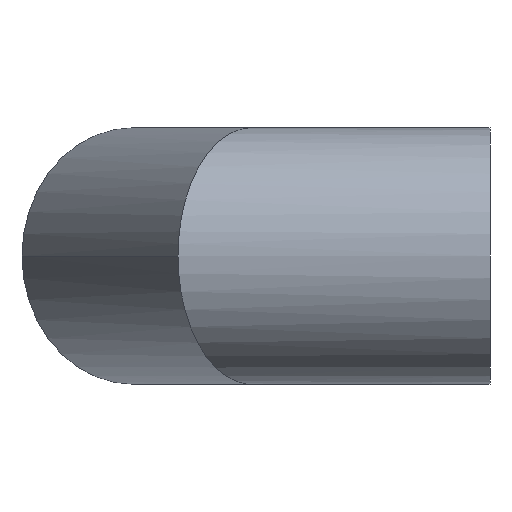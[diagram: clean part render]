
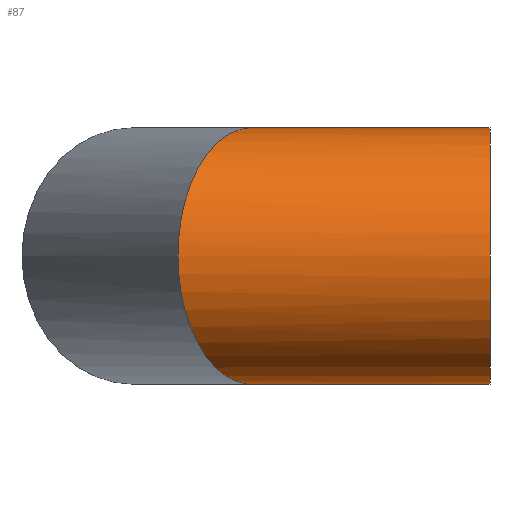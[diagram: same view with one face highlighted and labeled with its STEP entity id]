
A CAD part, left-side view. The second image highlights one B-rep face of the part: STEP entity #87.
In plain terms, the highlighted cylindrical face has radius 140 mm (diameter 280 mm), a partial arc.
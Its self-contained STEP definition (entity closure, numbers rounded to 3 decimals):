
#7 = VERTEX_POINT ( 'NONE', #194 ) ;
#9 = ORIENTED_EDGE ( 'NONE', *, *, #213, .T. ) ;
#14 = VERTEX_POINT ( 'NONE', #313 ) ;
#20 = CARTESIAN_POINT ( 'NONE',  ( 0., 0., -140. ) ) ;
#26 = CARTESIAN_POINT ( 'NONE',  ( -140., 340.829, 0. ) ) ;
#35 = EDGE_CURVE ( 'NONE', #47, #7, #96, .T. ) ;
#47 = VERTEX_POINT ( 'NONE', #102 ) ;
#67 = CYLINDRICAL_SURFACE ( 'NONE', #338, 140. ) ;
#79 = DIRECTION ( 'NONE',  ( 0., 1., 0. ) ) ;
#87 = ADVANCED_FACE ( 'NONE', ( #335 ), #67, .T. ) ;
#93 = AXIS2_PLACEMENT_3D ( 'NONE', #110, #386, #197 ) ;
#96 = LINE ( 'NONE', #278, #346 ) ;
#99 = VERTEX_POINT ( 'NONE', #20 ) ;
#102 = CARTESIAN_POINT ( 'NONE',  ( 0., 0., 140. ) ) ;
#104 =( BOUNDED_CURVE ( )  B_SPLINE_CURVE ( 3, ( #300, #147, #271, #269 ),
 .UNSPECIFIED., .F., .T. ) 
 B_SPLINE_CURVE_WITH_KNOTS ( ( 4, 4 ),
 ( 0., 1.571 ),
 .UNSPECIFIED. ) 
 CURVE ( )  GEOMETRIC_REPRESENTATION_ITEM ( )  RATIONAL_B_SPLINE_CURVE ( ( 1., 0.805, 0.805, 1. ) ) 
 REPRESENTATION_ITEM ( '' )  );
#110 = CARTESIAN_POINT ( 'NONE',  ( 0., 0., 0. ) ) ;
#121 = EDGE_CURVE ( 'NONE', #99, #14, #201, .T. ) ;
#122 = ORIENTED_EDGE ( 'NONE', *, *, #316, .T. ) ;
#137 = VECTOR ( 'NONE', #79, 1000. ) ;
#142 = CARTESIAN_POINT ( 'NONE',  ( 0., 0., 0. ) ) ;
#144 = CARTESIAN_POINT ( 'NONE',  ( -82.01, 307.349, 140. ) ) ;
#147 = CARTESIAN_POINT ( 'NONE',  ( -140., 340.829, -82.01 ) ) ;
#167 = CARTESIAN_POINT ( 'NONE',  ( -140., 340.829, 0. ) ) ;
#170 = EDGE_CURVE ( 'NONE', #7, #219, #315, .T. ) ;
#194 = CARTESIAN_POINT ( 'NONE',  ( 0., 260., 140. ) ) ;
#197 = DIRECTION ( 'NONE',  ( 0., 0., 1. ) ) ;
#201 = LINE ( 'NONE', #348, #137 ) ;
#213 = EDGE_CURVE ( 'NONE', #99, #47, #274, .T. ) ;
#219 = VERTEX_POINT ( 'NONE', #26 ) ;
#221 = EDGE_LOOP ( 'NONE', ( #371, #9, #258, #351, #122 ) ) ;
#258 = ORIENTED_EDGE ( 'NONE', *, *, #35, .T. ) ;
#269 = CARTESIAN_POINT ( 'NONE',  ( 0., 260., -140. ) ) ;
#271 = CARTESIAN_POINT ( 'NONE',  ( -82.01, 307.349, -140. ) ) ;
#274 = CIRCLE ( 'NONE', #93, 140. ) ;
#278 = CARTESIAN_POINT ( 'NONE',  ( 0., 0., 140. ) ) ;
#294 = CARTESIAN_POINT ( 'NONE',  ( -140., 340.829, 82.01 ) ) ;
#300 = CARTESIAN_POINT ( 'NONE',  ( -140., 340.829, 0. ) ) ;
#308 = DIRECTION ( 'NONE',  ( 0., 1., 0. ) ) ;
#313 = CARTESIAN_POINT ( 'NONE',  ( 0., 260., -140. ) ) ;
#315 =( BOUNDED_CURVE ( )  B_SPLINE_CURVE ( 3, ( #356, #144, #294, #167 ),
 .UNSPECIFIED., .F., .T. ) 
 B_SPLINE_CURVE_WITH_KNOTS ( ( 4, 4 ),
 ( 4.712, 6.283 ),
 .UNSPECIFIED. ) 
 CURVE ( )  GEOMETRIC_REPRESENTATION_ITEM ( )  RATIONAL_B_SPLINE_CURVE ( ( 1., 0.805, 0.805, 1. ) ) 
 REPRESENTATION_ITEM ( '' )  );
#316 = EDGE_CURVE ( 'NONE', #219, #14, #104, .T. ) ;
#335 = FACE_OUTER_BOUND ( 'NONE', #221, .T. ) ;
#338 = AXIS2_PLACEMENT_3D ( 'NONE', #142, #384, #353 ) ;
#346 = VECTOR ( 'NONE', #308, 1000. ) ;
#348 = CARTESIAN_POINT ( 'NONE',  ( 0., 0., -140. ) ) ;
#351 = ORIENTED_EDGE ( 'NONE', *, *, #170, .T. ) ;
#353 = DIRECTION ( 'NONE',  ( 0., 0., 1. ) ) ;
#356 = CARTESIAN_POINT ( 'NONE',  ( 0., 260., 140. ) ) ;
#371 = ORIENTED_EDGE ( 'NONE', *, *, #121, .F. ) ;
#384 = DIRECTION ( 'NONE',  ( 0., 1., 0. ) ) ;
#386 = DIRECTION ( 'NONE',  ( 0., 1., 0. ) ) ;
